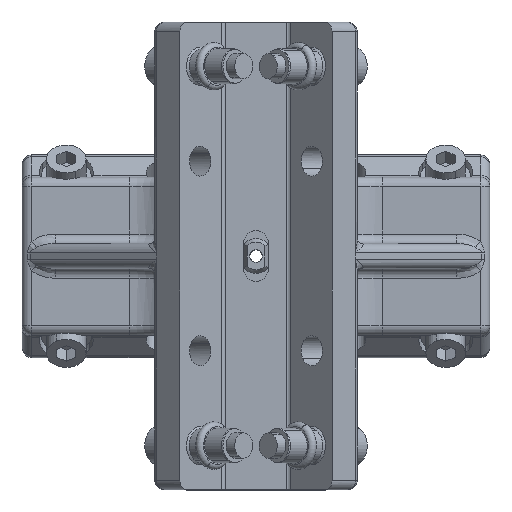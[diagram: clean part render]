
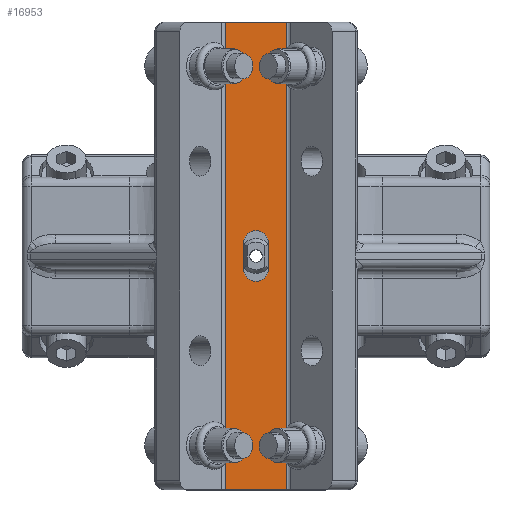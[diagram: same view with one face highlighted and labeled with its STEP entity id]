
A CAD part, top view. The second image highlights one B-rep face of the part: STEP entity #16953.
In plain terms, the highlighted planar face has unit normal (0, 0, 1).
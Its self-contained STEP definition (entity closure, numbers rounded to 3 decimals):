
#14839=CARTESIAN_POINT('Vertex',(-9.734,74.,65.)) ;
#14842=CARTESIAN_POINT('Line Origine',(0.,74.,65.)) ;
#14846=CARTESIAN_POINT('Vertex',(9.734,74.,65.)) ;
#16849=CARTESIAN_POINT('Vertex',(-9.734,-74.,65.)) ;
#16852=CARTESIAN_POINT('Line Origine',(-9.734,0.,65.)) ;
#16864=CARTESIAN_POINT('Axis2P3D Location',(9.734,0.,65.)) ;
#16869=CARTESIAN_POINT('Line Origine',(0.,-74.,65.)) ;
#16873=CARTESIAN_POINT('Vertex',(9.734,-74.,65.)) ;
#16876=CARTESIAN_POINT('Line Origine',(9.734,0.,65.)) ;
#16887=CARTESIAN_POINT('Axis2P3D Location',(0.,-4.,65.)) ;
#16891=CARTESIAN_POINT('Vertex',(-4.,-4.,65.)) ;
#16893=CARTESIAN_POINT('Vertex',(4.,-4.,65.)) ;
#16896=CARTESIAN_POINT('Line Origine',(-4.,-3.887,65.)) ;
#16900=CARTESIAN_POINT('Vertex',(-4.,-3.775,65.)) ;
#16903=CARTESIAN_POINT('Line Origine',(-4.,0.,65.)) ;
#16907=CARTESIAN_POINT('Vertex',(-4.,3.775,65.)) ;
#16910=CARTESIAN_POINT('Line Origine',(-4.,3.887,65.)) ;
#16914=CARTESIAN_POINT('Vertex',(-4.,4.,65.)) ;
#16917=CARTESIAN_POINT('Axis2P3D Location',(0.,4.,65.)) ;
#16921=CARTESIAN_POINT('Vertex',(4.,4.,65.)) ;
#16924=CARTESIAN_POINT('Line Origine',(4.,3.887,65.)) ;
#16928=CARTESIAN_POINT('Vertex',(4.,3.775,65.)) ;
#16931=CARTESIAN_POINT('Line Origine',(4.,0.,65.)) ;
#16935=CARTESIAN_POINT('Vertex',(4.,-3.775,65.)) ;
#16938=CARTESIAN_POINT('Line Origine',(4.,-3.887,65.)) ;
#14843=DIRECTION('Vector Direction',(-1.,0.,0.)) ;
#16853=DIRECTION('Vector Direction',(0.,1.,0.)) ;
#16865=DIRECTION('Axis2P3D Direction',(0.,0.,-1.)) ;
#16866=DIRECTION('Axis2P3D XDirection',(-1.,0.,0.)) ;
#16870=DIRECTION('Vector Direction',(-1.,0.,0.)) ;
#16877=DIRECTION('Vector Direction',(0.,1.,0.)) ;
#16888=DIRECTION('Axis2P3D Direction',(0.,0.,-1.)) ;
#16897=DIRECTION('Vector Direction',(0.,1.,0.)) ;
#16904=DIRECTION('Vector Direction',(0.,1.,0.)) ;
#16911=DIRECTION('Vector Direction',(0.,1.,0.)) ;
#16918=DIRECTION('Axis2P3D Direction',(0.,0.,-1.)) ;
#16925=DIRECTION('Vector Direction',(0.,-1.,0.)) ;
#16932=DIRECTION('Vector Direction',(0.,-1.,0.)) ;
#16939=DIRECTION('Vector Direction',(0.,-1.,0.)) ;
#16867=AXIS2_PLACEMENT_3D('Plane Axis2P3D',#16864,#16865,#16866) ;
#16889=AXIS2_PLACEMENT_3D('Circle Axis2P3D',#16887,#16888,$) ;
#16919=AXIS2_PLACEMENT_3D('Circle Axis2P3D',#16917,#16918,$) ;
#16882=ORIENTED_EDGE('',*,*,#16856,.F.) ;
#16883=ORIENTED_EDGE('',*,*,#16875,.T.) ;
#16884=ORIENTED_EDGE('',*,*,#16880,.T.) ;
#16885=ORIENTED_EDGE('',*,*,#14848,.F.) ;
#16944=ORIENTED_EDGE('',*,*,#16895,.F.) ;
#16945=ORIENTED_EDGE('',*,*,#16902,.F.) ;
#16946=ORIENTED_EDGE('',*,*,#16909,.F.) ;
#16947=ORIENTED_EDGE('',*,*,#16916,.F.) ;
#16948=ORIENTED_EDGE('',*,*,#16923,.F.) ;
#16949=ORIENTED_EDGE('',*,*,#16930,.F.) ;
#16950=ORIENTED_EDGE('',*,*,#16937,.F.) ;
#16951=ORIENTED_EDGE('',*,*,#16942,.F.) ;
#16952=FACE_BOUND('',#16943,.T.) ;
#14844=VECTOR('Line Direction',#14843,1.) ;
#16854=VECTOR('Line Direction',#16853,1.) ;
#16871=VECTOR('Line Direction',#16870,1.) ;
#16878=VECTOR('Line Direction',#16877,1.) ;
#16898=VECTOR('Line Direction',#16897,1.) ;
#16905=VECTOR('Line Direction',#16904,1.) ;
#16912=VECTOR('Line Direction',#16911,1.) ;
#16926=VECTOR('Line Direction',#16925,1.) ;
#16933=VECTOR('Line Direction',#16932,1.) ;
#16940=VECTOR('Line Direction',#16939,1.) ;
#16953=ADVANCED_FACE('PartBody',(#16886,#16952),#16868,.F.) ;
#16890=CIRCLE('generated circle',#16889,4.) ;
#16920=CIRCLE('generated circle',#16919,4.) ;
#14848=EDGE_CURVE('',#14840,#14847,#14845,.F.) ;
#16856=EDGE_CURVE('',#16850,#14840,#16855,.T.) ;
#16875=EDGE_CURVE('',#16850,#16874,#16872,.F.) ;
#16880=EDGE_CURVE('',#16874,#14847,#16879,.T.) ;
#16895=EDGE_CURVE('',#16892,#16894,#16890,.F.) ;
#16902=EDGE_CURVE('',#16901,#16892,#16899,.F.) ;
#16909=EDGE_CURVE('',#16908,#16901,#16906,.F.) ;
#16916=EDGE_CURVE('',#16915,#16908,#16913,.F.) ;
#16923=EDGE_CURVE('',#16922,#16915,#16920,.F.) ;
#16930=EDGE_CURVE('',#16929,#16922,#16927,.F.) ;
#16937=EDGE_CURVE('',#16936,#16929,#16934,.F.) ;
#16942=EDGE_CURVE('',#16894,#16936,#16941,.F.) ;
#16881=EDGE_LOOP('',(#16882,#16883,#16884,#16885)) ;
#16943=EDGE_LOOP('',(#16944,#16945,#16946,#16947,#16948,#16949,#16950,#16951)) ;
#16886=FACE_OUTER_BOUND('',#16881,.T.) ;
#14845=LINE('Line',#14842,#14844) ;
#16855=LINE('Line',#16852,#16854) ;
#16872=LINE('Line',#16869,#16871) ;
#16879=LINE('Line',#16876,#16878) ;
#16899=LINE('Line',#16896,#16898) ;
#16906=LINE('Line',#16903,#16905) ;
#16913=LINE('Line',#16910,#16912) ;
#16927=LINE('Line',#16924,#16926) ;
#16934=LINE('Line',#16931,#16933) ;
#16941=LINE('Line',#16938,#16940) ;
#16868=PLANE('',#16867) ;
#14840=VERTEX_POINT('',#14839) ;
#14847=VERTEX_POINT('',#14846) ;
#16850=VERTEX_POINT('',#16849) ;
#16874=VERTEX_POINT('',#16873) ;
#16892=VERTEX_POINT('',#16891) ;
#16894=VERTEX_POINT('',#16893) ;
#16901=VERTEX_POINT('',#16900) ;
#16908=VERTEX_POINT('',#16907) ;
#16915=VERTEX_POINT('',#16914) ;
#16922=VERTEX_POINT('',#16921) ;
#16929=VERTEX_POINT('',#16928) ;
#16936=VERTEX_POINT('',#16935) ;
